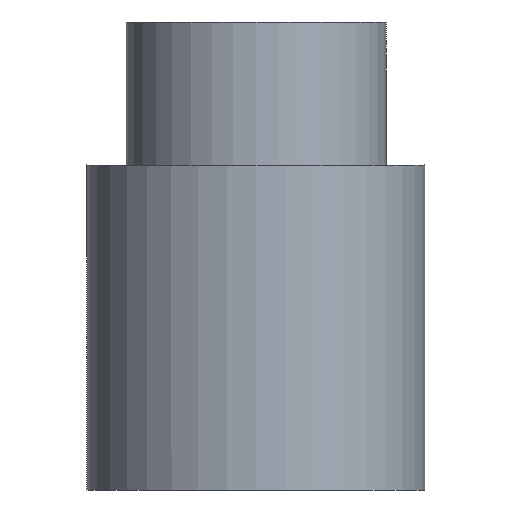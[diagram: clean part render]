
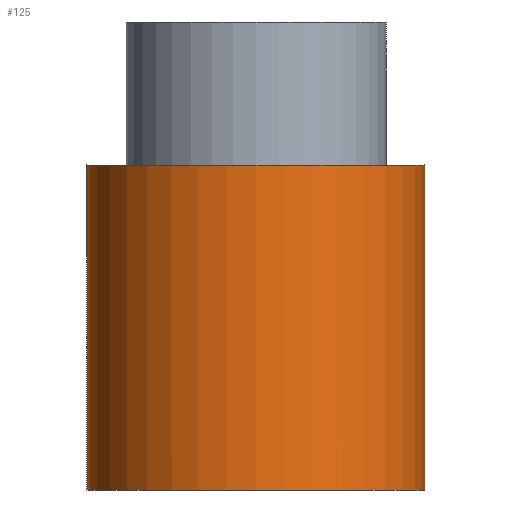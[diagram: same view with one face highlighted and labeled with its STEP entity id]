
A CAD part, front view. The second image highlights one B-rep face of the part: STEP entity #125.
In plain terms, the highlighted cylindrical face has radius 13 mm (diameter 26 mm), a partial arc.
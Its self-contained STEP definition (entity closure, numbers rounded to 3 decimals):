
#12 = ORIENTED_EDGE ( 'NONE', *, *, #68, .F. ) ;
#20 = AXIS2_PLACEMENT_3D ( 'NONE', #44, #220, #172 ) ;
#38 = CARTESIAN_POINT ( 'NONE',  ( -13., 0., -25. ) ) ;
#44 = CARTESIAN_POINT ( 'NONE',  ( 0., 0., -25. ) ) ;
#45 = CARTESIAN_POINT ( 'NONE',  ( 0., 0., -25. ) ) ;
#55 = CARTESIAN_POINT ( 'NONE',  ( -13., 0., 0. ) ) ;
#56 = CARTESIAN_POINT ( 'NONE',  ( 13., 0., -25. ) ) ;
#67 = DIRECTION ( 'NONE',  ( 0., 0., 1. ) ) ;
#68 = EDGE_CURVE ( 'NONE', #257, #301, #224, .T. ) ;
#71 = DIRECTION ( 'NONE',  ( 0., 0., -1. ) ) ;
#80 = ORIENTED_EDGE ( 'NONE', *, *, #227, .T. ) ;
#119 = EDGE_CURVE ( 'NONE', #255, #257, #286, .T. ) ;
#125 = ADVANCED_FACE ( 'NONE', ( #278 ), #254, .T. ) ;
#132 = EDGE_CURVE ( 'NONE', #301, #275, #271, .T. ) ;
#146 = DIRECTION ( 'NONE',  ( 1., 0., 0. ) ) ;
#151 = CARTESIAN_POINT ( 'NONE',  ( 0., 0., 0. ) ) ;
#157 = EDGE_LOOP ( 'NONE', ( #12, #272, #80, #302 ) ) ;
#172 = DIRECTION ( 'NONE',  ( 1., 0., 0. ) ) ;
#181 = CARTESIAN_POINT ( 'NONE',  ( 13., 0., 0. ) ) ;
#182 = LINE ( 'NONE', #56, #200 ) ;
#187 = CARTESIAN_POINT ( 'NONE',  ( -13., 0., -25. ) ) ;
#200 = VECTOR ( 'NONE', #281, 1000. ) ;
#214 = AXIS2_PLACEMENT_3D ( 'NONE', #45, #71, #146 ) ;
#220 = DIRECTION ( 'NONE',  ( 0., 0., 1. ) ) ;
#224 = LINE ( 'NONE', #187, #304 ) ;
#227 = EDGE_CURVE ( 'NONE', #255, #275, #182, .T. ) ;
#254 = CYLINDRICAL_SURFACE ( 'NONE', #20, 13. ) ;
#255 = VERTEX_POINT ( 'NONE', #285 ) ;
#257 = VERTEX_POINT ( 'NONE', #38 ) ;
#269 = AXIS2_PLACEMENT_3D ( 'NONE', #151, #325, #273 ) ;
#271 = CIRCLE ( 'NONE', #269, 13. ) ;
#272 = ORIENTED_EDGE ( 'NONE', *, *, #119, .F. ) ;
#273 = DIRECTION ( 'NONE',  ( 1., 0., 0. ) ) ;
#275 = VERTEX_POINT ( 'NONE', #181 ) ;
#278 = FACE_OUTER_BOUND ( 'NONE', #157, .T. ) ;
#281 = DIRECTION ( 'NONE',  ( 0., 0., 1. ) ) ;
#285 = CARTESIAN_POINT ( 'NONE',  ( 13., 0., -25. ) ) ;
#286 = CIRCLE ( 'NONE', #214, 13. ) ;
#301 = VERTEX_POINT ( 'NONE', #55 ) ;
#302 = ORIENTED_EDGE ( 'NONE', *, *, #132, .F. ) ;
#304 = VECTOR ( 'NONE', #67, 1000. ) ;
#325 = DIRECTION ( 'NONE',  ( 0., 0., 1. ) ) ;
